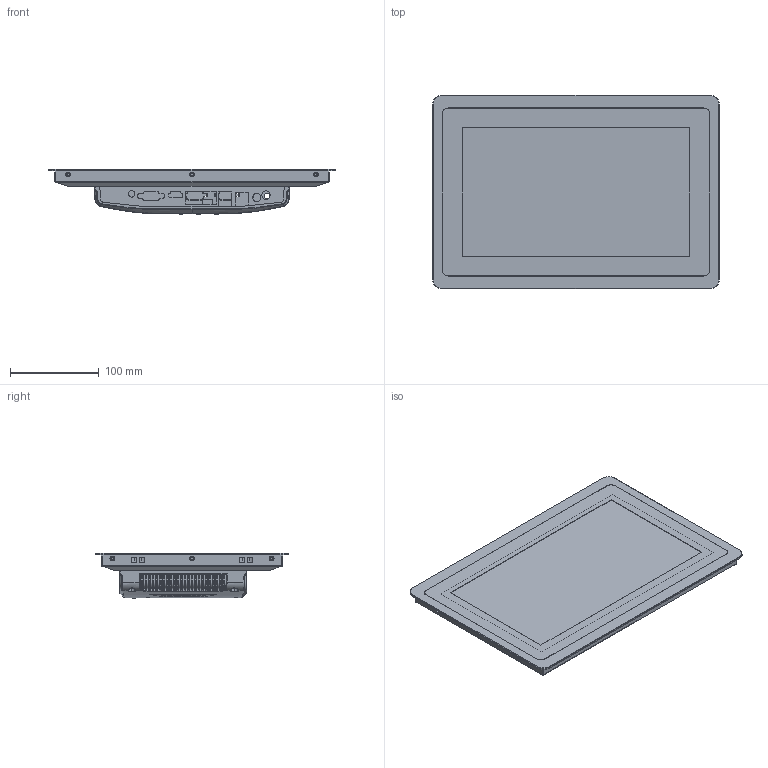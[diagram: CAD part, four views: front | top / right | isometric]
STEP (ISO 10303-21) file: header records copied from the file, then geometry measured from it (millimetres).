
FILE_DESCRIPTION (( 'STEP AP214' ), '1' );
FILE_NAME ('IFC-MW211C.STEP', '2024-10-31T10:47:24', ( 'daohangxitong.com' ), ( 'daohangxitong.com' ), 'SwSTEP 2.0', 'SolidWorks 2018', '' );
FILE_SCHEMA (( 'AUTOMOTIVE_DESIGN' ));
Length unit declared in the file: millimetre
Products named in the file (1): IFC-MW211C
Bounding box: 323.7 x 218.5 x 51.49 mm (x, y, z)
Surface area: 421753.9 mm2 (no closed solid volume)
Topology: 0 solids, 15 shells, 1977 faces, 5224 edges, 3326 vertices
Faces by surface type: plane 727, cylinder 661, bspline 511, cone 78
Entity records: 136586 total; most frequent: CARTESIAN_POINT 72145, ORIENTED_EDGE 10392, DIRECTION 6302, EDGE_CURVE 5212, VERTEX_POINT 3326, B_SPLINE_CURVE_WITH_KNOTS 2473, AXIS2_PLACEMENT_3D 2211, EDGE_LOOP 2210
